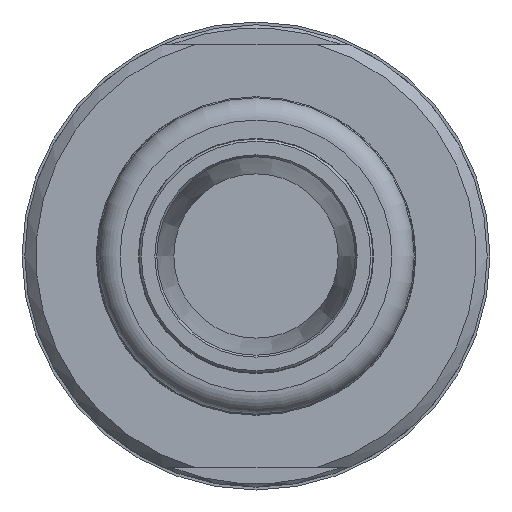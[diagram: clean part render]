
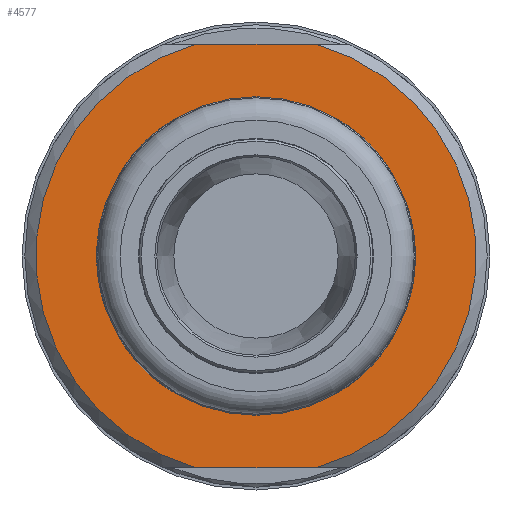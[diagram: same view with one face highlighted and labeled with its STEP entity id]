
A CAD part, left-side view. The second image highlights one B-rep face of the part: STEP entity #4577.
In plain terms, the highlighted planar face has unit normal (-1, 0, 0).
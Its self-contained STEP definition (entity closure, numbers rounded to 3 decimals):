
#48=FACE_BOUND('',#1583,.T.);
#436=LINE('',#6945,#789);
#440=LINE('',#6961,#793);
#789=VECTOR('',#5607,10.);
#793=VECTOR('',#5615,10.);
#1122=PLANE('',#4976);
#1309=FACE_OUTER_BOUND('',#1582,.T.);
#1582=EDGE_LOOP('',(#3420,#3421,#3422,#3423));
#1583=EDGE_LOOP('',(#3424));
#1900=CIRCLE('',#4972,19.75);
#1901=CIRCLE('',#4975,8.);
#1902=CIRCLE('',#4977,19.75);
#2185=VERTEX_POINT('',#6940);
#2186=VERTEX_POINT('',#6944);
#2189=VERTEX_POINT('',#6956);
#2190=VERTEX_POINT('',#6960);
#2191=VERTEX_POINT('',#6971);
#2653=EDGE_CURVE('',#2186,#2185,#436,.T.);
#2659=EDGE_CURVE('',#2190,#2189,#440,.T.);
#2662=EDGE_CURVE('',#2186,#2189,#1900,.T.);
#2664=EDGE_CURVE('',#2191,#2191,#1901,.T.);
#2665=EDGE_CURVE('',#2190,#2185,#1902,.T.);
#3420=ORIENTED_EDGE('',*,*,#2653,.T.);
#3421=ORIENTED_EDGE('',*,*,#2665,.F.);
#3422=ORIENTED_EDGE('',*,*,#2659,.T.);
#3423=ORIENTED_EDGE('',*,*,#2662,.F.);
#3424=ORIENTED_EDGE('',*,*,#2664,.T.);
#4577=ADVANCED_FACE('',(#1309,#48),#1122,.T.);
#4972=AXIS2_PLACEMENT_3D('',#6968,#5622,#5623);
#4975=AXIS2_PLACEMENT_3D('',#6973,#5629,#5630);
#4976=AXIS2_PLACEMENT_3D('',#6974,#5631,#5632);
#4977=AXIS2_PLACEMENT_3D('',#6975,#5633,#5634);
#5607=DIRECTION('',(0.,-1.,0.));
#5615=DIRECTION('',(0.,1.,0.));
#5622=DIRECTION('center_axis',(1.,0.,0.));
#5623=DIRECTION('ref_axis',(0.,1.,0.));
#5629=DIRECTION('center_axis',(1.,0.,0.));
#5630=DIRECTION('ref_axis',(0.,1.,0.));
#5631=DIRECTION('center_axis',(-1.,0.,0.));
#5632=DIRECTION('ref_axis',(0.,0.,
1.));
#5633=DIRECTION('center_axis',(1.,0.,0.));
#5634=DIRECTION('ref_axis',(0.,1.,0.));
#6940=CARTESIAN_POINT('',(-117.7,-5.391,-19.));
#6944=CARTESIAN_POINT('',(-117.7,5.391,-19.));
#6945=CARTESIAN_POINT('',(-117.7,1.392,-19.));
#6956=CARTESIAN_POINT('',(-117.7,5.391,19.));
#6960=CARTESIAN_POINT('',(-117.7,-5.391,19.));
#6961=CARTESIAN_POINT('',(-117.7,12.483,19.));
#6968=CARTESIAN_POINT('Origin',(-117.7,0.,0.));
#6971=CARTESIAN_POINT('',(-117.7,-8.,0.));
#6973=CARTESIAN_POINT('Origin',(-117.7,0.,0.));
#6974=CARTESIAN_POINT('Origin',(-117.7,13.875,0.));
#6975=CARTESIAN_POINT('Origin',(-117.7,0.,0.));
